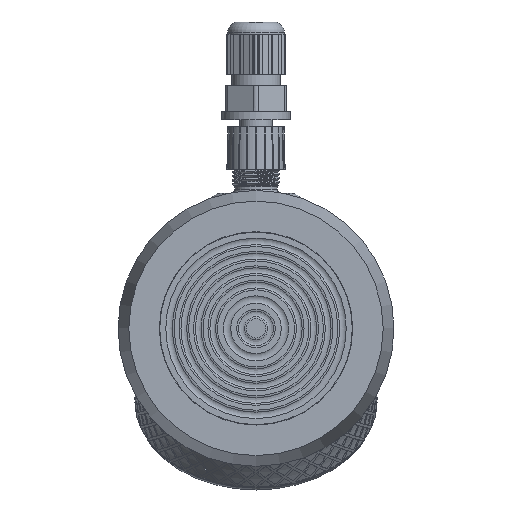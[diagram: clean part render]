
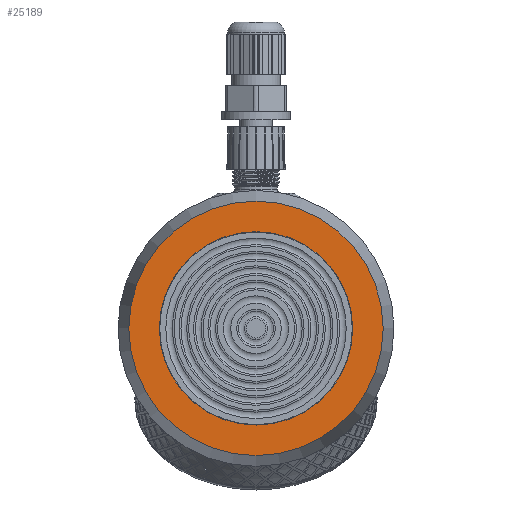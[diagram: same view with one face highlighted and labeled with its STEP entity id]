
A CAD part, left-side view. The second image highlights one B-rep face of the part: STEP entity #25189.
In plain terms, the highlighted planar face has unit normal (-1, 0, 0).
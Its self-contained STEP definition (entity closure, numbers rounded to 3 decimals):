
#1031=FACE_BOUND('',#3433,.T.);
#1404=PLANE('',#27060);
#1783=FACE_OUTER_BOUND('',#3432,.T.);
#3432=EDGE_LOOP('',(#17247));
#3433=EDGE_LOOP('',(#17248));
#5367=CIRCLE('',#27051,24.);
#5372=CIRCLE('',#27061,31.571);
#10196=VERTEX_POINT('',#36692);
#10198=VERTEX_POINT('',#36705);
#12957=EDGE_CURVE('',#10196,#10196,#5367,.T.);
#12963=EDGE_CURVE('',#10198,#10198,#5372,.T.);
#17247=ORIENTED_EDGE('',*,*,#12963,.F.);
#17248=ORIENTED_EDGE('',*,*,#12957,.T.);
#25189=ADVANCED_FACE('',(#1783,#1031),#1404,.T.);
#27051=AXIS2_PLACEMENT_3D('',#36693,#28682,#28683);
#27060=AXIS2_PLACEMENT_3D('',#36704,#28701,#28702);
#27061=AXIS2_PLACEMENT_3D('',#36706,#28703,#28704);
#28682=DIRECTION('center_axis',(1.,0.,0.));
#28683=DIRECTION('ref_axis',(0.,1.,0.));
#28701=DIRECTION('center_axis',(-1.,0.,0.));
#28702=DIRECTION('ref_axis',(0.,0.,1.));
#28703=DIRECTION('center_axis',(1.,0.,0.));
#28704=DIRECTION('ref_axis',(0.,0.,-1.));
#36692=CARTESIAN_POINT('',(-31.,-24.,0.));
#36693=CARTESIAN_POINT('Origin',(-31.,0.,0.));
#36704=CARTESIAN_POINT('Origin',(-31.,31.571,0.));
#36705=CARTESIAN_POINT('',(-31.,-31.571,0.));
#36706=CARTESIAN_POINT('Origin',(-31.,0.,0.));
